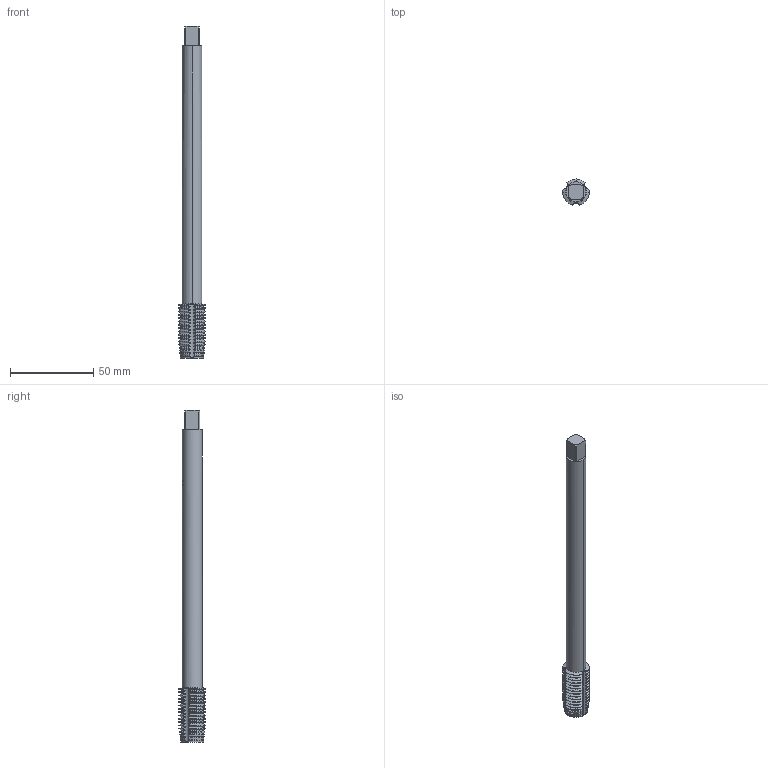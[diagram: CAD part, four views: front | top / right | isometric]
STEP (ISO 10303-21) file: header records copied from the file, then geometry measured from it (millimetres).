
FILE_DESCRIPTION(('no description'),'unknown implementation level');
FILE_NAME('solidcDsIFyOAC4zL3yXj5hIHtU3ycDY_1.STP',' ',('CIM GmbH Aachen'),('CADClick - KiM GmbH - www.kimweb.de'),'unknown preprocess','ACIS','unknown authorization');
FILE_SCHEMA(('automotive_design'));
Length unit declared in the file: millimetre
Products named in the file (2): 1; 2
Bounding box: 16 x 15.67 x 200 mm (x, y, z)
Volume: 23830.5 mm3; surface area: 11501 mm2
Topology: 2 solids, 2 shells, 362 faces, 1002 edges, 644 vertices
Faces by surface type: cone 190, cylinder 152, plane 17, torus 3
Entity records: 25069 total; most frequent: CARTESIAN_POINT 4791, STYLED_ITEM 2010, PRESENTATION_STYLE_ASSIGNMENT 2010, COLOUR_RGB 2010, ORIENTED_EDGE 2004, DIRECTION 1891, EDGE_CURVE 1002, CURVE_STYLE 1002
